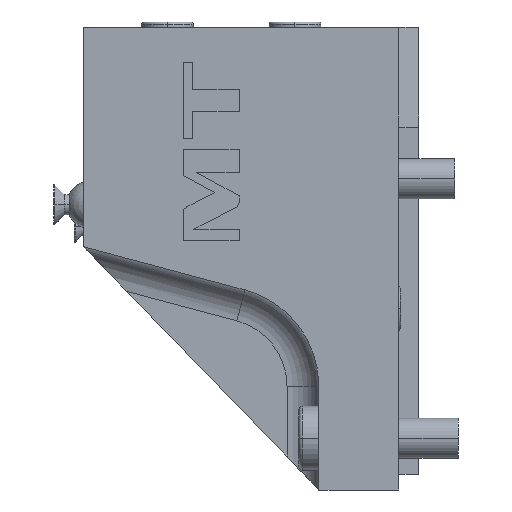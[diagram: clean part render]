
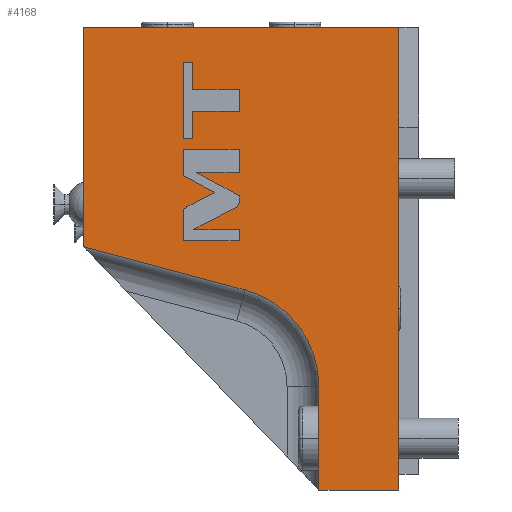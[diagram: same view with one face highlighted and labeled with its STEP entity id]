
A CAD part, front view. The second image highlights one B-rep face of the part: STEP entity #4168.
In plain terms, the highlighted planar face has unit normal (0, -1, 0).
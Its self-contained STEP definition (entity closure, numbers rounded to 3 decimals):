
#604=DIRECTION('',(-1.,0.,0.));
#605=VECTOR('',#604,79.);
#606=CARTESIAN_POINT('',(0.,-42.,70.5));
#607=LINE('',#606,#605);
#1008=DIRECTION('',(0.,0.,1.));
#1009=VECTOR('',#1008,55.);
#1010=CARTESIAN_POINT('',(-79.,-42.,15.5));
#1011=LINE('',#1010,#1009);
#1046=DIRECTION('',(0.966,0.,-0.259));
#1047=VECTOR('',#1046,41.898);
#1048=CARTESIAN_POINT('',(-79.,-42.,15.5));
#1049=LINE('',#1048,#1047);
#1050=DIRECTION('',(0.,0.,1.));
#1051=VECTOR('',#1050,25.);
#1052=CARTESIAN_POINT('',(0.,-42.,45.5));
#1053=LINE('',#1052,#1051);
#1054=DIRECTION('',(0.,0.,1.));
#1055=VECTOR('',#1054,91.);
#1056=CARTESIAN_POINT('',(0.,-42.,-45.5));
#1057=LINE('',#1056,#1055);
#1058=DIRECTION('',(-1.,0.,0.));
#1059=VECTOR('',#1058,20.);
#1060=CARTESIAN_POINT('',(0.,-42.,-45.5));
#1061=LINE('',#1060,#1059);
#1062=DIRECTION('',(0.,0.,1.));
#1063=VECTOR('',#1062,26.008);
#1064=CARTESIAN_POINT('',(-20.,-42.,-45.5));
#1065=LINE('',#1064,#1063);
#1066=CARTESIAN_POINT('',(-45.,-42.,-19.492));
#1067=DIRECTION('',(0.,1.,0.));
#1068=DIRECTION('',(0.259,0.,0.966));
#1069=AXIS2_PLACEMENT_3D('',#1066,#1067,#1068);
#1071=DIRECTION('',(0.,0.,1.));
#1072=VECTOR('',#1071,1.46);
#1073=CARTESIAN_POINT('',(-40.,-42.,26.804));
#1074=LINE('',#1073,#1072);
#1075=DIRECTION('',(-0.877,0.,0.481));
#1076=VECTOR('',#1075,12.147);
#1077=CARTESIAN_POINT('',(-40.,-42.,28.264));
#1078=LINE('',#1077,#1076);
#1079=DIRECTION('',(1.,0.,0.));
#1080=VECTOR('',#1079,10.648);
#1081=CARTESIAN_POINT('',(-50.648,-42.,34.109));
#1082=LINE('',#1081,#1080);
#1083=DIRECTION('',(0.,0.,1.));
#1084=VECTOR('',#1083,5.891);
#1085=CARTESIAN_POINT('',(-40.,-42.,34.109));
#1086=LINE('',#1085,#1084);
#1087=DIRECTION('',(-1.,0.,0.));
#1088=VECTOR('',#1087,14.);
#1089=CARTESIAN_POINT('',(-40.,-42.,40.001));
#1090=LINE('',#1089,#1088);
#1091=DIRECTION('',(0.,0.,-1.));
#1092=VECTOR('',#1091,6.642);
#1093=CARTESIAN_POINT('',(-54.,-42.,40.001));
#1094=LINE('',#1093,#1092);
#1095=DIRECTION('',(0.877,0.,-0.481));
#1096=VECTOR('',#1095,8.877);
#1097=CARTESIAN_POINT('',(-54.,-42.,33.359));
#1098=LINE('',#1097,#1096);
#1099=DIRECTION('',(-0.888,0.,-0.459));
#1100=VECTOR('',#1099,7.734);
#1101=CARTESIAN_POINT('',(-46.218,-42.,29.087));
#1102=LINE('',#1101,#1100);
#1103=CARTESIAN_POINT('',(-53.089,-42.,25.535));
#1104=CARTESIAN_POINT('',(-53.651,-42.,25.244));
#1105=CARTESIAN_POINT('',(-54.,-42.,24.671));
#1106=CARTESIAN_POINT('',(-54.,-42.,24.038));
#1108=DIRECTION('',(0.,0.,-1.));
#1109=VECTOR('',#1108,7.038);
#1110=CARTESIAN_POINT('',(-54.,-42.,24.038));
#1111=LINE('',#1110,#1109);
#1112=DIRECTION('',(1.,0.,0.));
#1113=VECTOR('',#1112,14.);
#1114=CARTESIAN_POINT('',(-54.,-42.,17.));
#1115=LINE('',#1114,#1113);
#1116=DIRECTION('',(0.,0.,1.));
#1117=VECTOR('',#1116,2.912);
#1118=CARTESIAN_POINT('',(-40.,-42.,17.));
#1119=LINE('',#1118,#1117);
#1120=DIRECTION('',(-1.,0.,0.));
#1121=VECTOR('',#1120,11.341);
#1122=CARTESIAN_POINT('',(-40.,-42.,19.912));
#1123=LINE('',#1122,#1121);
#1124=DIRECTION('',(0.888,0.,0.459));
#1125=VECTOR('',#1124,11.742);
#1126=CARTESIAN_POINT('',(-51.341,-42.,19.912));
#1127=LINE('',#1126,#1125);
#1128=CARTESIAN_POINT('',(-40.911,-42.,25.305));
#1129=CARTESIAN_POINT('',(-40.349,-42.,25.596));
#1130=CARTESIAN_POINT('',(-40.,-42.,26.171));
#1131=CARTESIAN_POINT('',(-40.,-42.,26.804));
#1133=DIRECTION('',(1.,0.,0.));
#1134=VECTOR('',#1133,11.616);
#1135=CARTESIAN_POINT('',(-51.616,-42.,49.416));
#1136=LINE('',#1135,#1134);
#1137=DIRECTION('',(0.,0.,1.));
#1138=VECTOR('',#1137,5.545);
#1139=CARTESIAN_POINT('',(-40.,-42.,49.416));
#1140=LINE('',#1139,#1138);
#1141=DIRECTION('',(-1.,0.,0.));
#1142=VECTOR('',#1141,11.616);
#1143=CARTESIAN_POINT('',(-40.,-42.,54.961));
#1144=LINE('',#1143,#1142);
#1145=DIRECTION('',(0.,0.,1.));
#1146=VECTOR('',#1145,6.787);
#1147=CARTESIAN_POINT('',(-51.616,-42.,54.961));
#1148=LINE('',#1147,#1146);
#1149=DIRECTION('',(-1.,0.,0.));
#1150=VECTOR('',#1149,2.384);
#1151=CARTESIAN_POINT('',(-51.616,-42.,61.748));
#1152=LINE('',#1151,#1150);
#1153=DIRECTION('',(0.,0.,-1.));
#1154=VECTOR('',#1153,19.12);
#1155=CARTESIAN_POINT('',(-54.,-42.,61.748));
#1156=LINE('',#1155,#1154);
#1157=DIRECTION('',(1.,0.,0.));
#1158=VECTOR('',#1157,2.384);
#1159=CARTESIAN_POINT('',(-54.,-42.,42.628));
#1160=LINE('',#1159,#1158);
#1161=DIRECTION('',(0.,0.,1.));
#1162=VECTOR('',#1161,6.787);
#1163=CARTESIAN_POINT('',(-51.616,-42.,42.628));
#1164=LINE('',#1163,#1162);
#2209=CARTESIAN_POINT('',(0.,-42.,-45.5));
#2210=VERTEX_POINT('',#2209);
#2243=CARTESIAN_POINT('',(-79.,-42.,70.5));
#2244=VERTEX_POINT('',#2243);
#2257=CARTESIAN_POINT('',(0.,-42.,70.5));
#2258=VERTEX_POINT('',#2257);
#2261=CARTESIAN_POINT('',(0.,-42.,45.5));
#2262=VERTEX_POINT('',#2261);
#2267=CARTESIAN_POINT('',(-79.,-42.,15.5));
#2268=CARTESIAN_POINT('',(-38.53,-42.,4.656));
#2269=VERTEX_POINT('',#2267);
#2270=VERTEX_POINT('',#2268);
#2273=CARTESIAN_POINT('',(-20.,-42.,-45.5));
#2274=VERTEX_POINT('',#2273);
#2277=CARTESIAN_POINT('',(-20.,-42.,-19.492));
#2278=VERTEX_POINT('',#2277);
#2696=CARTESIAN_POINT('',(-53.089,-42.,25.535));
#2697=VERTEX_POINT('',#2696);
#2698=CARTESIAN_POINT('',(-54.,-42.,24.038));
#2699=VERTEX_POINT('',#2698);
#2700=CARTESIAN_POINT('',(-54.,-42.,17.));
#2701=VERTEX_POINT('',#2700);
#2702=CARTESIAN_POINT('',(-40.,-42.,17.));
#2703=VERTEX_POINT('',#2702);
#2704=CARTESIAN_POINT('',(-40.,-42.,19.912));
#2705=VERTEX_POINT('',#2704);
#2706=CARTESIAN_POINT('',(-51.341,-42.,19.912));
#2707=VERTEX_POINT('',#2706);
#2708=CARTESIAN_POINT('',(-40.911,-42.,25.305));
#2709=VERTEX_POINT('',#2708);
#2710=CARTESIAN_POINT('',(-40.,-42.,26.804));
#2711=VERTEX_POINT('',#2710);
#2712=CARTESIAN_POINT('',(-40.,-42.,28.264));
#2713=VERTEX_POINT('',#2712);
#2714=CARTESIAN_POINT('',(-50.648,-42.,34.109));
#2715=VERTEX_POINT('',#2714);
#2716=CARTESIAN_POINT('',(-40.,-42.,34.109));
#2717=VERTEX_POINT('',#2716);
#2718=CARTESIAN_POINT('',(-40.,-42.,40.001));
#2719=VERTEX_POINT('',#2718);
#2720=CARTESIAN_POINT('',(-54.,-42.,40.001));
#2721=VERTEX_POINT('',#2720);
#2722=CARTESIAN_POINT('',(-54.,-42.,33.359));
#2723=VERTEX_POINT('',#2722);
#2724=CARTESIAN_POINT('',(-46.218,-42.,29.087));
#2725=VERTEX_POINT('',#2724);
#2726=CARTESIAN_POINT('',(-51.616,-42.,49.416));
#2727=VERTEX_POINT('',#2726);
#2728=CARTESIAN_POINT('',(-40.,-42.,49.416));
#2729=VERTEX_POINT('',#2728);
#2730=CARTESIAN_POINT('',(-40.,-42.,54.961));
#2731=VERTEX_POINT('',#2730);
#2732=CARTESIAN_POINT('',(-51.616,-42.,54.961));
#2733=VERTEX_POINT('',#2732);
#2734=CARTESIAN_POINT('',(-51.616,-42.,61.748));
#2735=VERTEX_POINT('',#2734);
#2736=CARTESIAN_POINT('',(-54.,-42.,61.748));
#2737=VERTEX_POINT('',#2736);
#2738=CARTESIAN_POINT('',(-54.,-42.,42.628));
#2739=VERTEX_POINT('',#2738);
#2740=CARTESIAN_POINT('',(-51.616,-42.,42.628));
#2741=VERTEX_POINT('',#2740);
#4100=CARTESIAN_POINT('',(5.,-42.,-45.5));
#4101=DIRECTION('',(0.,-1.,0.));
#4102=DIRECTION('',(0.,0.,1.));
#4103=AXIS2_PLACEMENT_3D('',#4100,#4101,#4102);
#4104=PLANE('',#4103);
#4106=ORIENTED_EDGE('',*,*,#4105,.F.);
#4107=ORIENTED_EDGE('',*,*,#4075,.T.);
#4108=ORIENTED_EDGE('',*,*,#3602,.F.);
#4109=ORIENTED_EDGE('',*,*,#3700,.F.);
#4110=ORIENTED_EDGE('',*,*,#3772,.F.);
#4111=ORIENTED_EDGE('',*,*,#3853,.T.);
#4113=ORIENTED_EDGE('',*,*,#4112,.T.);
#4115=ORIENTED_EDGE('',*,*,#4114,.F.);
#4116=EDGE_LOOP('',(#4106,#4107,#4108,#4109,#4110,#4111,#4113,#4115));
#4117=FACE_OUTER_BOUND('',#4116,.F.);
#4119=ORIENTED_EDGE('',*,*,#4118,.T.);
#4121=ORIENTED_EDGE('',*,*,#4120,.T.);
#4123=ORIENTED_EDGE('',*,*,#4122,.T.);
#4125=ORIENTED_EDGE('',*,*,#4124,.T.);
#4127=ORIENTED_EDGE('',*,*,#4126,.T.);
#4129=ORIENTED_EDGE('',*,*,#4128,.T.);
#4131=ORIENTED_EDGE('',*,*,#4130,.T.);
#4133=ORIENTED_EDGE('',*,*,#4132,.T.);
#4135=ORIENTED_EDGE('',*,*,#4134,.T.);
#4137=ORIENTED_EDGE('',*,*,#4136,.T.);
#4139=ORIENTED_EDGE('',*,*,#4138,.T.);
#4141=ORIENTED_EDGE('',*,*,#4140,.T.);
#4143=ORIENTED_EDGE('',*,*,#4142,.T.);
#4145=ORIENTED_EDGE('',*,*,#4144,.T.);
#4147=ORIENTED_EDGE('',*,*,#4146,.T.);
#4148=EDGE_LOOP('',(#4119,#4121,#4123,#4125,#4127,#4129,#4131,#4133,#4135,#4137,
#4139,#4141,#4143,#4145,#4147));
#4149=FACE_BOUND('',#4148,.F.);
#4151=ORIENTED_EDGE('',*,*,#4150,.T.);
#4153=ORIENTED_EDGE('',*,*,#4152,.T.);
#4155=ORIENTED_EDGE('',*,*,#4154,.T.);
#4157=ORIENTED_EDGE('',*,*,#4156,.T.);
#4159=ORIENTED_EDGE('',*,*,#4158,.T.);
#4161=ORIENTED_EDGE('',*,*,#4160,.T.);
#4163=ORIENTED_EDGE('',*,*,#4162,.T.);
#4165=ORIENTED_EDGE('',*,*,#4164,.T.);
#4166=EDGE_LOOP('',(#4151,#4153,#4155,#4157,#4159,#4161,#4163,#4165));
#4167=FACE_BOUND('',#4166,.F.);
#4168=ADVANCED_FACE('',(#4117,#4149,#4167),#4104,.T.);
#1070=CIRCLE('',#1069,25.);
#1107=B_SPLINE_CURVE_WITH_KNOTS('',3,(#1103,#1104,#1105,#1106),.UNSPECIFIED.,
.F.,.F.,(4,4),(0.,1.),.UNSPECIFIED.);
#1132=B_SPLINE_CURVE_WITH_KNOTS('',3,(#1128,#1129,#1130,#1131),.UNSPECIFIED.,
.F.,.F.,(4,4),(0.,1.),.UNSPECIFIED.);
#3602=EDGE_CURVE('',#2258,#2244,#607,.T.);
#3700=EDGE_CURVE('',#2262,#2258,#1053,.T.);
#3772=EDGE_CURVE('',#2210,#2262,#1057,.T.);
#3853=EDGE_CURVE('',#2210,#2274,#1061,.T.);
#4075=EDGE_CURVE('',#2269,#2244,#1011,.T.);
#4105=EDGE_CURVE('',#2269,#2270,#1049,.T.);
#4112=EDGE_CURVE('',#2274,#2278,#1065,.T.);
#4114=EDGE_CURVE('',#2270,#2278,#1070,.T.);
#4118=EDGE_CURVE('',#2711,#2713,#1074,.T.);
#4120=EDGE_CURVE('',#2713,#2715,#1078,.T.);
#4122=EDGE_CURVE('',#2715,#2717,#1082,.T.);
#4124=EDGE_CURVE('',#2717,#2719,#1086,.T.);
#4126=EDGE_CURVE('',#2719,#2721,#1090,.T.);
#4128=EDGE_CURVE('',#2721,#2723,#1094,.T.);
#4130=EDGE_CURVE('',#2723,#2725,#1098,.T.);
#4132=EDGE_CURVE('',#2725,#2697,#1102,.T.);
#4134=EDGE_CURVE('',#2697,#2699,#1107,.T.);
#4136=EDGE_CURVE('',#2699,#2701,#1111,.T.);
#4138=EDGE_CURVE('',#2701,#2703,#1115,.T.);
#4140=EDGE_CURVE('',#2703,#2705,#1119,.T.);
#4142=EDGE_CURVE('',#2705,#2707,#1123,.T.);
#4144=EDGE_CURVE('',#2707,#2709,#1127,.T.);
#4146=EDGE_CURVE('',#2709,#2711,#1132,.T.);
#4150=EDGE_CURVE('',#2727,#2729,#1136,.T.);
#4152=EDGE_CURVE('',#2729,#2731,#1140,.T.);
#4154=EDGE_CURVE('',#2731,#2733,#1144,.T.);
#4156=EDGE_CURVE('',#2733,#2735,#1148,.T.);
#4158=EDGE_CURVE('',#2735,#2737,#1152,.T.);
#4160=EDGE_CURVE('',#2737,#2739,#1156,.T.);
#4162=EDGE_CURVE('',#2739,#2741,#1160,.T.);
#4164=EDGE_CURVE('',#2741,#2727,#1164,.T.);
